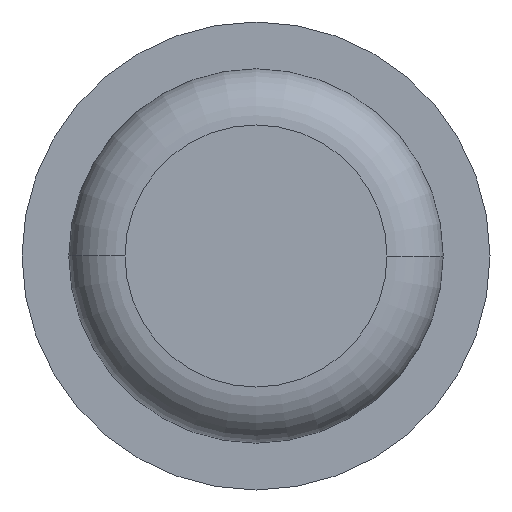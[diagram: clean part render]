
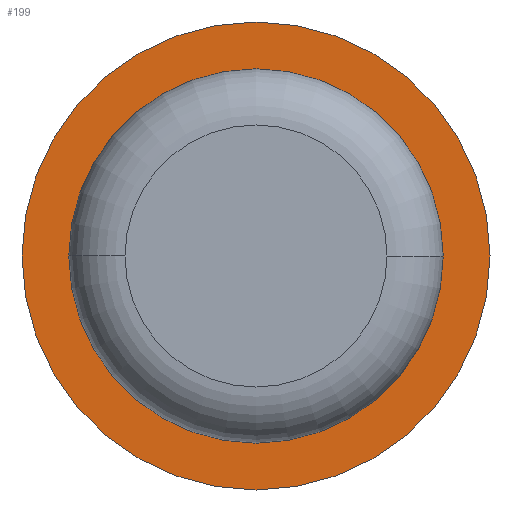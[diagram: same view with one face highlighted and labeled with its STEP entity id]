
A CAD part, left-side view. The second image highlights one B-rep face of the part: STEP entity #199.
In plain terms, the highlighted planar face has unit normal (-1, 0, 0).
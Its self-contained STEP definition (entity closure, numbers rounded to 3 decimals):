
#16 = DIRECTION ( 'NONE',  ( 0., 1., 0. ) ) ;
#20 = PLANE ( 'NONE',  #384 ) ;
#93 = ORIENTED_EDGE ( 'NONE', *, *, #269, .F. ) ;
#95 = VERTEX_POINT ( 'NONE', #374 ) ;
#106 = FACE_OUTER_BOUND ( 'NONE', #190, .T. ) ;
#108 = AXIS2_PLACEMENT_3D ( 'NONE', #142, #293, #191 ) ;
#119 = DIRECTION ( 'NONE',  ( 0., 1., 0. ) ) ;
#131 = CARTESIAN_POINT ( 'NONE',  ( -0.05, 1.25, 0. ) ) ;
#132 = ORIENTED_EDGE ( 'NONE', *, *, #326, .T. ) ;
#142 = CARTESIAN_POINT ( 'NONE',  ( -0.05, 0., 0. ) ) ;
#175 = CARTESIAN_POINT ( 'NONE',  ( -0.05, 1., 0. ) ) ;
#176 = CARTESIAN_POINT ( 'NONE',  ( -0.05, 0., 0. ) ) ;
#178 = CARTESIAN_POINT ( 'NONE',  ( -0.05, 1., 0. ) ) ;
#188 = EDGE_CURVE ( 'NONE', #389, #95, #200, .T. ) ;
#190 = EDGE_LOOP ( 'NONE', ( #388, #93 ) ) ;
#191 = DIRECTION ( 'NONE',  ( 0., 1., 0. ) ) ;
#196 = CARTESIAN_POINT ( 'NONE',  ( -0.05, 0., 0. ) ) ;
#199 = ADVANCED_FACE ( 'NONE', ( #368, #106 ), #20, .T. ) ;
#200 = CIRCLE ( 'NONE', #108, 1.25 ) ;
#206 = VERTEX_POINT ( 'NONE', #312 ) ;
#210 = AXIS2_PLACEMENT_3D ( 'NONE', #402, #213, #317 ) ;
#213 = DIRECTION ( 'NONE',  ( 1., 0., 0. ) ) ;
#248 = CIRCLE ( 'NONE', #210, 1. ) ;
#260 = DIRECTION ( 'NONE',  ( 0., -1., 0. ) ) ;
#269 = EDGE_CURVE ( 'NONE', #95, #389, #447, .T. ) ;
#293 = DIRECTION ( 'NONE',  ( 1., 0., 0. ) ) ;
#312 = CARTESIAN_POINT ( 'NONE',  ( -0.05, -1., 0. ) ) ;
#317 = DIRECTION ( 'NONE',  ( 0., 1., 0. ) ) ;
#326 = EDGE_CURVE ( 'NONE', #206, #435, #248, .T. ) ;
#368 = FACE_BOUND ( 'NONE', #467, .T. ) ;
#374 = CARTESIAN_POINT ( 'NONE',  ( -0.05, -1.25, 0. ) ) ;
#384 = AXIS2_PLACEMENT_3D ( 'NONE', #178, #492, #260 ) ;
#388 = ORIENTED_EDGE ( 'NONE', *, *, #188, .F. ) ;
#389 = VERTEX_POINT ( 'NONE', #131 ) ;
#402 = CARTESIAN_POINT ( 'NONE',  ( -0.05, 0., 0. ) ) ;
#404 = DIRECTION ( 'NONE',  ( 1., 0., 0. ) ) ;
#420 = AXIS2_PLACEMENT_3D ( 'NONE', #196, #474, #119 ) ;
#430 = AXIS2_PLACEMENT_3D ( 'NONE', #176, #404, #16 ) ;
#434 = ORIENTED_EDGE ( 'NONE', *, *, #508, .T. ) ;
#435 = VERTEX_POINT ( 'NONE', #175 ) ;
#447 = CIRCLE ( 'NONE', #420, 1.25 ) ;
#467 = EDGE_LOOP ( 'NONE', ( #434, #132 ) ) ;
#474 = DIRECTION ( 'NONE',  ( 1., 0., 0. ) ) ;
#489 = CIRCLE ( 'NONE', #430, 1. ) ;
#492 = DIRECTION ( 'NONE',  ( -1., 0., 0. ) ) ;
#508 = EDGE_CURVE ( 'NONE', #435, #206, #489, .T. ) ;
